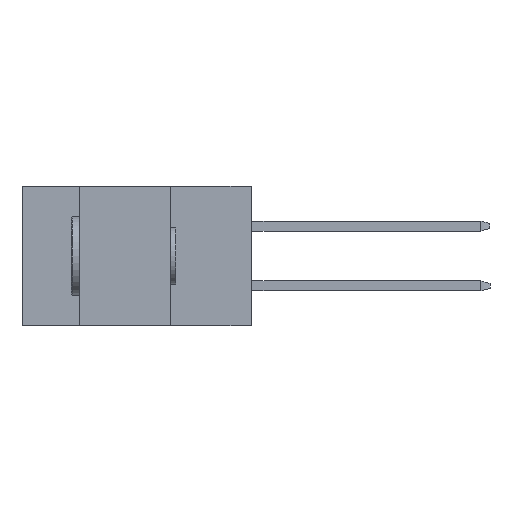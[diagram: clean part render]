
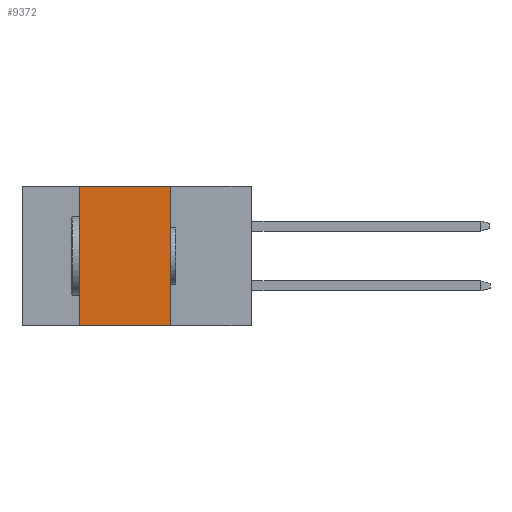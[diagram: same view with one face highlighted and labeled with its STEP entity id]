
A CAD part, left-side view. The second image highlights one B-rep face of the part: STEP entity #9372.
In plain terms, the highlighted planar face has unit normal (-1, 0, 0).
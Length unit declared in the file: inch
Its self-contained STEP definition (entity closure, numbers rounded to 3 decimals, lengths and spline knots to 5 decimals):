
#135 = LINE ( 'NONE', #4735, #9085 ) ;
#248 = VERTEX_POINT ( 'NONE', #5587 ) ;
#343 = EDGE_LOOP ( 'NONE', ( #10139, #12923, #7047, #9947 ) ) ;
#545 = PLANE ( 'NONE',  #11034 ) ;
#1408 = VECTOR ( 'NONE', #13021, 39.37008 ) ;
#4426 = EDGE_CURVE ( 'NONE', #4496, #248, #135, .T. ) ;
#4496 = VERTEX_POINT ( 'NONE', #7499 ) ;
#4735 = CARTESIAN_POINT ( 'NONE',  ( 0., 0.72, 0. ) ) ;
#4823 = VERTEX_POINT ( 'NONE', #18469 ) ;
#4990 = LINE ( 'NONE', #19060, #10811 ) ;
#5587 = CARTESIAN_POINT ( 'NONE',  ( 0., 0.254, 0. ) ) ;
#5778 = CARTESIAN_POINT ( 'NONE',  ( 0., 0.254, -0.437 ) ) ;
#6595 = DIRECTION ( 'NONE',  ( 1., 0., 0. ) ) ;
#7047 = ORIENTED_EDGE ( 'NONE', *, *, #13008, .F. ) ;
#7499 = CARTESIAN_POINT ( 'NONE',  ( 0., 0.54, 0. ) ) ;
#8024 = FACE_OUTER_BOUND ( 'NONE', #343, .T. ) ;
#9085 = VECTOR ( 'NONE', #19945, 39.37008 ) ;
#9267 = LINE ( 'NONE', #5778, #10527 ) ;
#9329 = CARTESIAN_POINT ( 'NONE',  ( 0., 0.54, -0.437 ) ) ;
#9372 = ADVANCED_FACE ( 'NONE', ( #8024 ), #545, .F. ) ;
#9868 = CARTESIAN_POINT ( 'NONE',  ( 0., 0.54, -0.437 ) ) ;
#9947 = ORIENTED_EDGE ( 'NONE', *, *, #20114, .T. ) ;
#10139 = ORIENTED_EDGE ( 'NONE', *, *, #14898, .F. ) ;
#10527 = VECTOR ( 'NONE', #12123, 39.37008 ) ;
#10811 = VECTOR ( 'NONE', #17427, 39.37008 ) ;
#11034 = AXIS2_PLACEMENT_3D ( 'NONE', #18927, #6595, #19037 ) ;
#12123 = DIRECTION ( 'NONE',  ( 0., 0., -1. ) ) ;
#12923 = ORIENTED_EDGE ( 'NONE', *, *, #4426, .F. ) ;
#13008 = EDGE_CURVE ( 'NONE', #17183, #4496, #16473, .T. ) ;
#13021 = DIRECTION ( 'NONE',  ( 0., 0., 1. ) ) ;
#14898 = EDGE_CURVE ( 'NONE', #248, #4823, #9267, .T. ) ;
#16473 = LINE ( 'NONE', #9868, #1408 ) ;
#17183 = VERTEX_POINT ( 'NONE', #9329 ) ;
#17427 = DIRECTION ( 'NONE',  ( 0., -1., 0. ) ) ;
#18469 = CARTESIAN_POINT ( 'NONE',  ( 0., 0.254, -0.437 ) ) ;
#18927 = CARTESIAN_POINT ( 'NONE',  ( 0., 0.72, 0. ) ) ;
#19037 = DIRECTION ( 'NONE',  ( 0., 0., -1. ) ) ;
#19060 = CARTESIAN_POINT ( 'NONE',  ( 0., 0.72, -0.437 ) ) ;
#19945 = DIRECTION ( 'NONE',  ( 0., -1., 0. ) ) ;
#20114 = EDGE_CURVE ( 'NONE', #17183, #4823, #4990, .T. ) ;
